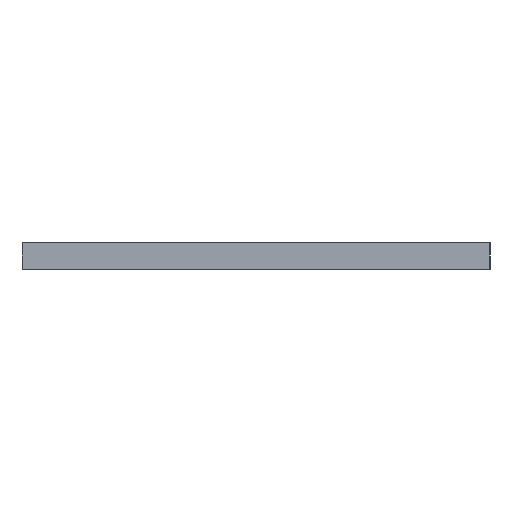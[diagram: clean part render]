
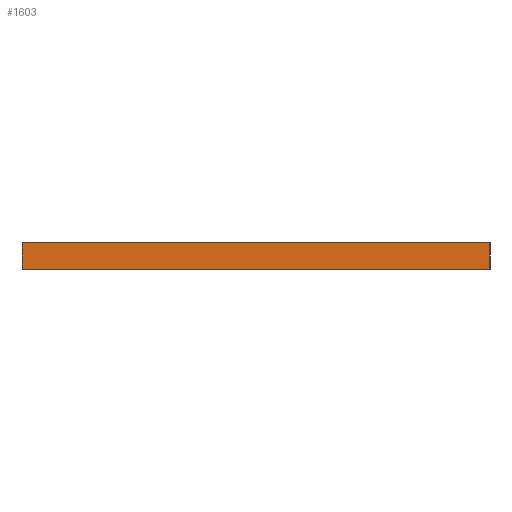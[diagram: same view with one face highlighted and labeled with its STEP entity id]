
A CAD part, left-side view. The second image highlights one B-rep face of the part: STEP entity #1603.
In plain terms, the highlighted planar face has unit normal (-1, 0, 0).
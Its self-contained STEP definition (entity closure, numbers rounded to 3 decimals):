
#95=PLANE('',#1888);
#228=LINE('',#2832,#368);
#233=LINE('',#2842,#373);
#235=LINE('',#2846,#375);
#236=LINE('',#2848,#376);
#368=VECTOR('',#2368,1000.);
#373=VECTOR('',#2377,1000.);
#375=VECTOR('',#2381,1000.);
#376=VECTOR('',#2382,1000.);
#790=ORIENTED_EDGE('',*,*,#1004,.T.);
#791=ORIENTED_EDGE('',*,*,#1011,.F.);
#792=ORIENTED_EDGE('',*,*,#1012,.F.);
#793=ORIENTED_EDGE('',*,*,#1009,.T.);
#1004=EDGE_CURVE('',#1153,#1152,#228,.T.);
#1009=EDGE_CURVE('',#1156,#1153,#233,.T.);
#1011=EDGE_CURVE('',#1157,#1152,#235,.T.);
#1012=EDGE_CURVE('',#1156,#1157,#236,.T.);
#1152=VERTEX_POINT('',#2831);
#1153=VERTEX_POINT('',#2833);
#1156=VERTEX_POINT('',#2843);
#1157=VERTEX_POINT('',#2847);
#1345=EDGE_LOOP('',(#790,#791,#792,#793));
#1463=FACE_BOUND('',#1345,.T.);
#1603=ADVANCED_FACE('',(#1463),#95,.F.);
#1888=AXIS2_PLACEMENT_3D('',#2845,#2379,#2380);
#2368=DIRECTION('',(0.,1.,0.));
#2377=DIRECTION('',(0.,0.,1.));
#2379=DIRECTION('',(1.,0.,0.));
#2380=DIRECTION('',(0.,0.,-1.));
#2381=DIRECTION('',(0.,0.,1.));
#2382=DIRECTION('',(0.,1.,0.));
#2831=CARTESIAN_POINT('',(-1.6,1.05,0.));
#2832=CARTESIAN_POINT('',(-1.6,-1.05,0.));
#2833=CARTESIAN_POINT('',(-1.6,-1.05,0.));
#2842=CARTESIAN_POINT('',(-1.6,-1.05,-0.12));
#2843=CARTESIAN_POINT('',(-1.6,-1.05,-0.12));
#2845=CARTESIAN_POINT('',(-1.6,-1.05,-0.12));
#2846=CARTESIAN_POINT('',(-1.6,1.05,-0.12));
#2847=CARTESIAN_POINT('',(-1.6,1.05,-0.12));
#2848=CARTESIAN_POINT('',(-1.6,-1.05,-0.12));
